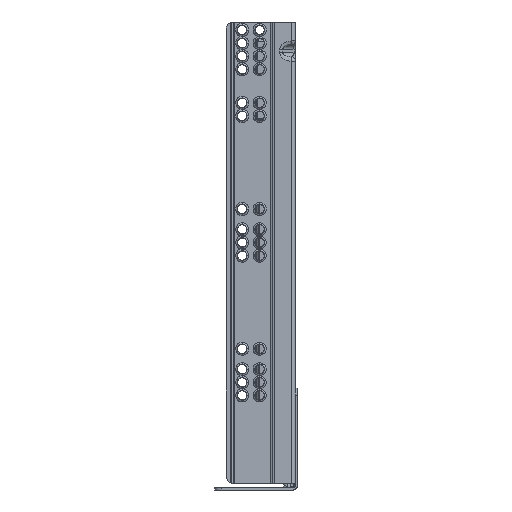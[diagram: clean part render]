
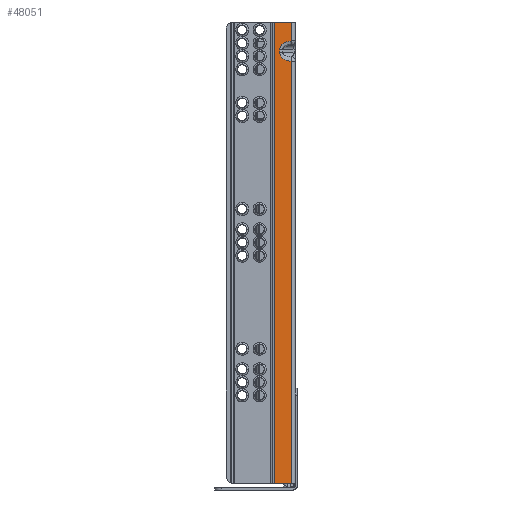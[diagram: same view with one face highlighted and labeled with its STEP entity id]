
A CAD part, left-side view. The second image highlights one B-rep face of the part: STEP entity #48051.
In plain terms, the highlighted planar face has unit normal (-1, 0, 0).
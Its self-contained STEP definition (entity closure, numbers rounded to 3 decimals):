
#1733 = EDGE_CURVE ( 'NONE', #93508, #10645, #14505, .T. ) ;
#1948 = ORIENTED_EDGE ( 'NONE', *, *, #138061, .T. ) ;
#2846 = LINE ( 'NONE', #111910, #70194 ) ;
#8820 = VERTEX_POINT ( 'NONE', #19201 ) ;
#8984 = VERTEX_POINT ( 'NONE', #134422 ) ;
#10645 = VERTEX_POINT ( 'NONE', #26404 ) ;
#14505 = LINE ( 'NONE', #24491, #29925 ) ;
#15787 = CARTESIAN_POINT ( 'NONE',  ( 0., -16.257, -24.339 ) ) ;
#17750 = AXIS2_PLACEMENT_3D ( 'NONE', #129541, #128142, #95338 ) ;
#19047 = PLANE ( 'NONE',  #17750 ) ;
#19201 = CARTESIAN_POINT ( 'NONE',  ( 0., -16.257, -21. ) ) ;
#24491 = CARTESIAN_POINT ( 'NONE',  ( 0., -24.2, -317. ) ) ;
#26404 = CARTESIAN_POINT ( 'NONE',  ( 0., -24.2, -26.988 ) ) ;
#29925 = VECTOR ( 'NONE', #45946, 1000. ) ;
#33260 = LINE ( 'NONE', #98184, #75805 ) ;
#35468 = EDGE_CURVE ( 'NONE', #8820, #101223, #118525, .T. ) ;
#36899 = EDGE_LOOP ( 'NONE', ( #90928, #91697, #107062, #1948, #134233, #66211, #109190, #101094 ) ) ;
#37024 = CARTESIAN_POINT ( 'NONE',  ( 0., -24.2, -317. ) ) ;
#40229 = CARTESIAN_POINT ( 'NONE',  ( 0., -12.443, -317. ) ) ;
#41611 = CARTESIAN_POINT ( 'NONE',  ( 0., -24.2, -317. ) ) ;
#45946 = DIRECTION ( 'NONE',  ( 0., 0., 1. ) ) ;
#47453 = CARTESIAN_POINT ( 'NONE',  ( 0., -24.2, -13.012 ) ) ;
#48051 = ADVANCED_FACE ( 'NONE', ( #128836 ), #19047, .T. ) ;
#53953 = EDGE_CURVE ( 'NONE', #8984, #110010, #33260, .T. ) ;
#54091 = DIRECTION ( 'NONE',  ( 0., -1., 0. ) ) ;
#55391 = DIRECTION ( 'NONE',  ( 0., -1., 0. ) ) ;
#60991 = CARTESIAN_POINT ( 'NONE',  ( 0., -19.488, -13.226 ) ) ;
#61607 = LINE ( 'NONE', #41611, #120808 ) ;
#61875 = CARTESIAN_POINT ( 'NONE',  ( 0., -24.2, -13.012 ) ) ;
#62688 = CARTESIAN_POINT ( 'NONE',  ( 0., -12.443, -317. ) ) ;
#66211 = ORIENTED_EDGE ( 'NONE', *, *, #53953, .F. ) ;
#68152 = VECTOR ( 'NONE', #54091, 1000. ) ;
#68595 = VECTOR ( 'NONE', #86443, 1000. ) ;
#70194 = VECTOR ( 'NONE', #87754, 1000. ) ;
#71454 = CARTESIAN_POINT ( 'NONE',  ( 0., -19.488, -26.774 ) ) ;
#72855 = CARTESIAN_POINT ( 'NONE',  ( 0., -24.2, -26.988 ) ) ;
#75760 = CARTESIAN_POINT ( 'NONE',  ( 0., -16.257, -19. ) ) ;
#75805 = VECTOR ( 'NONE', #55391, 1000. ) ;
#79845 =( BOUNDED_CURVE ( )  B_SPLINE_CURVE ( 3, ( #72855, #71454, #15787, #124188 ),
 .UNSPECIFIED., .F., .T. ) 
 B_SPLINE_CURVE_WITH_KNOTS ( ( 4, 4 ),
 ( 4.776, 6.283 ),
 .UNSPECIFIED. ) 
 CURVE ( )  GEOMETRIC_REPRESENTATION_ITEM ( )  RATIONAL_B_SPLINE_CURVE ( ( 1., 0.82, 0.82, 1. ) ) 
 REPRESENTATION_ITEM ( '' )  );
#79870 = CARTESIAN_POINT ( 'NONE',  ( 0., -24.2, 0. ) ) ;
#86443 = DIRECTION ( 'NONE',  ( 0., 0., 1. ) ) ;
#87754 = DIRECTION ( 'NONE',  ( 0., 0., 1. ) ) ;
#90928 = ORIENTED_EDGE ( 'NONE', *, *, #1733, .T. ) ;
#91697 = ORIENTED_EDGE ( 'NONE', *, *, #125625, .T. ) ;
#93508 = VERTEX_POINT ( 'NONE', #37024 ) ;
#95338 = DIRECTION ( 'NONE',  ( 0., 0., 1. ) ) ;
#96147 = VERTEX_POINT ( 'NONE', #61875 ) ;
#98184 = CARTESIAN_POINT ( 'NONE',  ( 0., -12.443, 0. ) ) ;
#98923 = CARTESIAN_POINT ( 'NONE',  ( 0., -16.257, -19. ) ) ;
#101094 = ORIENTED_EDGE ( 'NONE', *, *, #134941, .T. ) ;
#101223 = VERTEX_POINT ( 'NONE', #98923 ) ;
#107062 = ORIENTED_EDGE ( 'NONE', *, *, #35468, .T. ) ;
#109190 = ORIENTED_EDGE ( 'NONE', *, *, #120940, .F. ) ;
#109493 = VERTEX_POINT ( 'NONE', #40229 ) ;
#110010 = VERTEX_POINT ( 'NONE', #79870 ) ;
#111910 = CARTESIAN_POINT ( 'NONE',  ( 0., -12.443, -317. ) ) ;
#112674 = EDGE_CURVE ( 'NONE', #96147, #110010, #61607, .T. ) ;
#113740 = CARTESIAN_POINT ( 'NONE',  ( 0., -16.257, -19. ) ) ;
#115644 =( BOUNDED_CURVE ( )  B_SPLINE_CURVE ( 3, ( #113740, #135892, #60991, #47453 ),
 .UNSPECIFIED., .F., .F. ) 
 B_SPLINE_CURVE_WITH_KNOTS ( ( 4, 4 ),
 ( 3.142, 4.648 ),
 .UNSPECIFIED. ) 
 CURVE ( )  GEOMETRIC_REPRESENTATION_ITEM ( )  RATIONAL_B_SPLINE_CURVE ( ( 1., 0.82, 0.82, 1. ) ) 
 REPRESENTATION_ITEM ( '' )  );
#118525 = LINE ( 'NONE', #75760, #68595 ) ;
#120808 = VECTOR ( 'NONE', #132094, 1000. ) ;
#120940 = EDGE_CURVE ( 'NONE', #109493, #8984, #2846, .T. ) ;
#124188 = CARTESIAN_POINT ( 'NONE',  ( 0., -16.257, -21. ) ) ;
#125625 = EDGE_CURVE ( 'NONE', #10645, #8820, #79845, .T. ) ;
#128142 = DIRECTION ( 'NONE',  ( -1., 0., 0. ) ) ;
#128836 = FACE_OUTER_BOUND ( 'NONE', #36899, .T. ) ;
#129541 = CARTESIAN_POINT ( 'NONE',  ( 0., -12.443, -317. ) ) ;
#129663 = LINE ( 'NONE', #62688, #68152 ) ;
#132094 = DIRECTION ( 'NONE',  ( 0., 0., 1. ) ) ;
#134233 = ORIENTED_EDGE ( 'NONE', *, *, #112674, .T. ) ;
#134422 = CARTESIAN_POINT ( 'NONE',  ( 0., -12.443, 0. ) ) ;
#134941 = EDGE_CURVE ( 'NONE', #109493, #93508, #129663, .T. ) ;
#135892 = CARTESIAN_POINT ( 'NONE',  ( 0., -16.257, -15.661 ) ) ;
#138061 = EDGE_CURVE ( 'NONE', #101223, #96147, #115644, .T. ) ;
